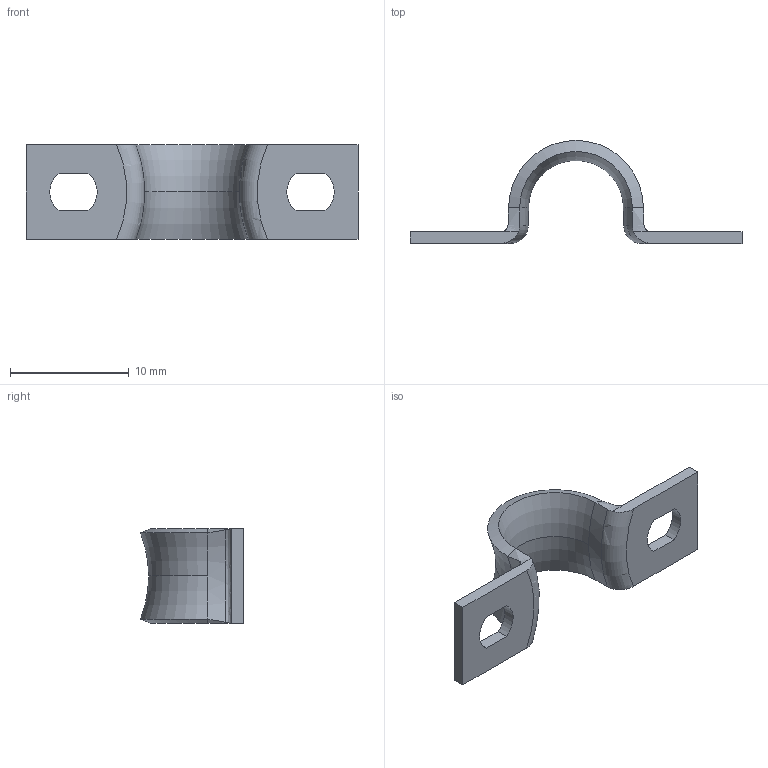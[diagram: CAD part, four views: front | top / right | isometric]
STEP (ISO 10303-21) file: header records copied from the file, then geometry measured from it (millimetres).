
FILE_DESCRIPTION (( 'STEP AP214' ), '1' );
FILE_NAME ('1044141.stp', '2017-09-28T07:54:38', ( '' ), ( '' ), 'SwSTEP 2.0', 'SolidWorks 2016', '' );
FILE_SCHEMA (( 'AUTOMOTIVE_DESIGN' ));
Length unit declared in the file: millimetre
Products named in the file (1): 1044141
Bounding box: 28 x 8.68 x 8 mm (x, y, z)
Volume: 273.6 mm3; surface area: 665.9 mm2
Topology: 1 solids, 1 shells, 36 faces, 94 edges, 60 vertices
Faces by surface type: plane 14, bspline 8, torus 6, cylinder 6, cone 2
Entity records: 1442 total; most frequent: CARTESIAN_POINT 559, ORIENTED_EDGE 188, DIRECTION 158, EDGE_CURVE 94, VERTEX_POINT 60, AXIS2_PLACEMENT_3D 55, LINE 48, VECTOR 48
